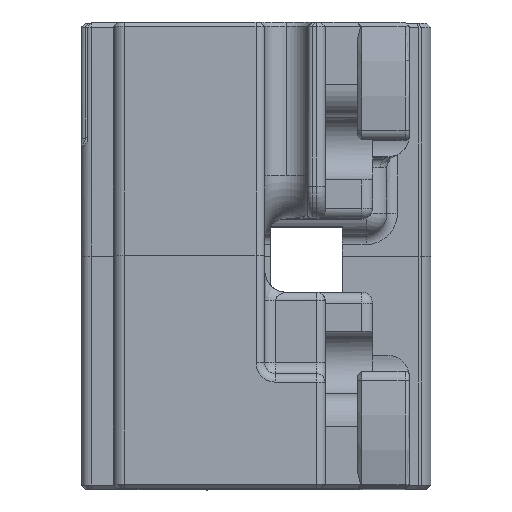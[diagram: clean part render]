
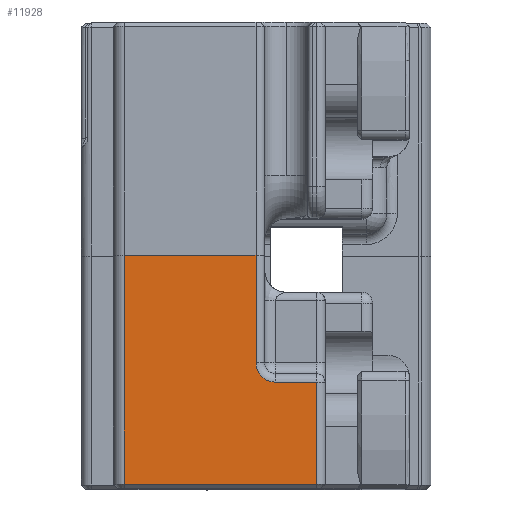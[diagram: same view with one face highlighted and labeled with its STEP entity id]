
A CAD part, top view. The second image highlights one B-rep face of the part: STEP entity #11928.
In plain terms, the highlighted planar face has unit normal (0, 0, 1).
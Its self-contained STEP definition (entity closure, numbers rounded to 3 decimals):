
#812=CIRCLE('',#12998,1.8);
#1440=FACE_OUTER_BOUND('',#2116,.T.);
#2116=EDGE_LOOP('',(#10686,#10687,#10688,#10689,#10690,#10691,#10692));
#2957=LINE('',#20034,#4161);
#2958=LINE('',#20037,#4162);
#3016=LINE('',#20330,#4220);
#3018=LINE('',#20339,#4222);
#3309=LINE('',#21185,#4513);
#3336=LINE('',#21275,#4540);
#4161=VECTOR('',#15291,254.);
#4162=VECTOR('',#15294,254.);
#4220=VECTOR('',#15532,254.);
#4222=VECTOR('',#15540,254.);
#4513=VECTOR('',#16227,254.);
#4540=VECTOR('',#16326,254.);
#5295=VERTEX_POINT('',#19872);
#5298=VERTEX_POINT('',#19879);
#5350=VERTEX_POINT('',#20032);
#5351=VERTEX_POINT('',#20036);
#5438=VERTEX_POINT('',#20328);
#5439=VERTEX_POINT('',#20332);
#5442=VERTEX_POINT('',#20337);
#6846=EDGE_CURVE('',#5350,#5295,#2957,.T.);
#6847=EDGE_CURVE('',#5298,#5351,#2958,.T.);
#6972=EDGE_CURVE('',#5438,#5350,#3016,.T.);
#6976=EDGE_CURVE('',#5442,#5439,#3018,.T.);
#7332=EDGE_CURVE('',#5439,#5438,#812,.T.);
#7335=EDGE_CURVE('',#5442,#5351,#3309,.T.);
#7368=EDGE_CURVE('',#5295,#5298,#3336,.T.);
#10686=ORIENTED_EDGE('',*,*,#7335,.T.);
#10687=ORIENTED_EDGE('',*,*,#6847,.F.);
#10688=ORIENTED_EDGE('',*,*,#7368,.F.);
#10689=ORIENTED_EDGE('',*,*,#6846,.F.);
#10690=ORIENTED_EDGE('',*,*,#6972,.F.);
#10691=ORIENTED_EDGE('',*,*,#7332,.F.);
#10692=ORIENTED_EDGE('',*,*,#6976,.F.);
#11275=PLANE('',#13035);
#11928=ADVANCED_FACE('',(#1440),#11275,.F.);
#12998=AXIS2_PLACEMENT_3D('',#21181,#16221,#16222);
#13035=AXIS2_PLACEMENT_3D('',#21274,#16324,#16325);
#15291=DIRECTION('',(0.,-1.,0.));
#15294=DIRECTION('',(0.,1.,0.));
#15532=DIRECTION('',(1.,0.,0.));
#15540=DIRECTION('',(0.,-1.,0.));
#16221=DIRECTION('center_axis',(0.,0.,
1.));
#16222=DIRECTION('ref_axis',(-0.707,-0.707,0.));
#16227=DIRECTION('',(-1.,0.,0.));
#16324=DIRECTION('center_axis',(0.,0.,
-1.));
#16325=DIRECTION('ref_axis',(-1.,0.,0.));
#16326=DIRECTION('',(-1.,0.,0.));
#19872=CARTESIAN_POINT('',(0.95,-19.75,73.527));
#19879=CARTESIAN_POINT('',(-16.849,-19.75,73.527));
#20032=CARTESIAN_POINT('',(0.95,-10.3,73.527));
#20034=CARTESIAN_POINT('',(0.95,-3.65,73.527));
#20036=CARTESIAN_POINT('',(-16.849,1.45,73.527));
#20037=CARTESIAN_POINT('',(-16.849,-8.55,73.527));
#20328=CARTESIAN_POINT('',(-2.849,-10.3,73.527));
#20330=CARTESIAN_POINT('',(-1.2,-10.3,73.527));
#20332=CARTESIAN_POINT('',(-4.649,-8.5,73.527));
#20337=CARTESIAN_POINT('',(-4.649,1.45,73.527));
#20339=CARTESIAN_POINT('',(-4.649,2.75,73.527));
#21181=CARTESIAN_POINT('Origin',(-2.849,-8.5,73.527));
#21185=CARTESIAN_POINT('',(-1.7,1.45,73.527));
#21274=CARTESIAN_POINT('Origin',(1.25,-18.55,73.527));
#21275=CARTESIAN_POINT('',(3.95,-19.75,73.527));
